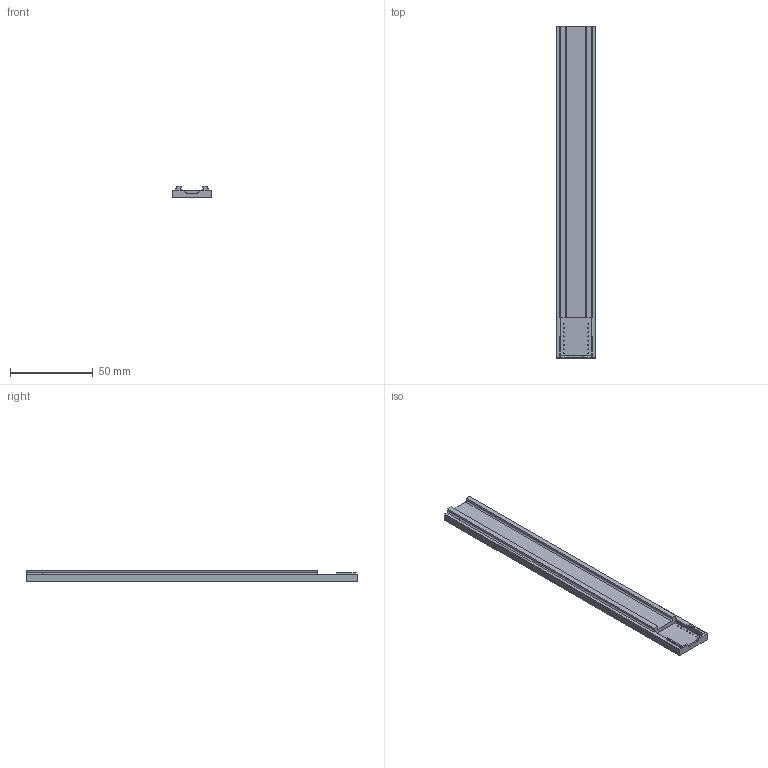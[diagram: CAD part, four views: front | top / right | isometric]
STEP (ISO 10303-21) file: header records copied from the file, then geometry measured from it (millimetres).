
FILE_DESCRIPTION(/* description */ (''),/* implementation_level */ '2;1');
FILE_NAME(/* name */ 'Case.step',/* time_stamp */ '2026-02-14T19:09:04Z',/* author */ (''),/* organization */ (''),/* preprocessor_version */ 'ST-DEVELOPER v20.1',/* originating_system */ 'Autodesk Translation Framework v14.24.0.0',/* authorisation */ '');
FILE_SCHEMA (('AUTOMOTIVE_DESIGN { 1 0 10303 214 3 1 1 }'));
Length unit declared in the file: millimetre
Products named in the file (1): Case
Bounding box: 23.51 x 200 x 7.1 mm (x, y, z)
Volume: 22460.1 mm3; surface area: 13867.8 mm2
Topology: 1 solids, 1 shells, 90 faces, 188 edges, 126 vertices
Faces by surface type: plane 56, cylinder 26, bspline 8
Full cylindrical faces by diameter (mm): 0.6 x16, 5.1 x8
Entity records: 2763 total; most frequent: CARTESIAN_POINT 803, DIRECTION 384, ORIENTED_EDGE 376, EDGE_CURVE 188, AXIS2_PLACEMENT_3D 135, VERTEX_POINT 126, EDGE_LOOP 116, LINE 114
